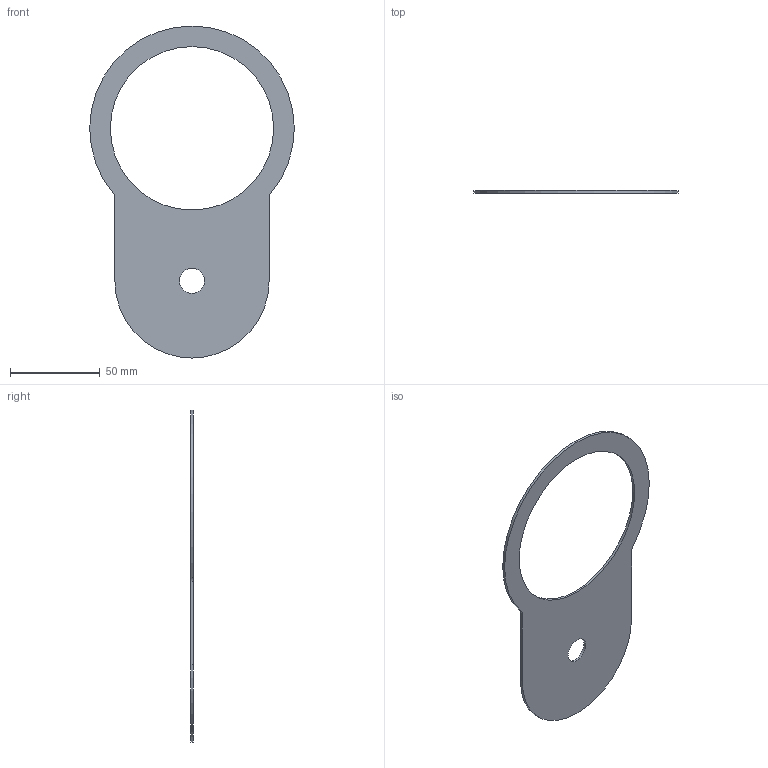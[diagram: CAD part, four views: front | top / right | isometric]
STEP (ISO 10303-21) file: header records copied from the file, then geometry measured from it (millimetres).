
FILE_DESCRIPTION(/* description */ ('EARTH TAG M90'),/* implementation_level */ '2;1');
FILE_NAME(/* name */ '1315_M90.stp',/* time_stamp */ '2024-08-29T18:59:48+05:00',/* author */ ('vinaykumark'),/* organization */ (''),/* preprocessor_version */ 'ST-DEVELOPER v18.1',/* originating_system */ 'Autodesk Inventor 2022',/* authorisation */ '');
FILE_SCHEMA (('AUTOMOTIVE_DESIGN { 1 0 10303 214 3 1 1 }'));
Length unit declared in the file: millimetre
Products named in the file (1): 1315_M90
Bounding box: 114 x 1.5 x 185 mm (x, y, z)
Volume: 14062.2 mm3; surface area: 20021.9 mm2
Topology: 1 solids, 1 shells, 117 faces, 312 edges, 208 vertices
Faces by surface type: plane 72, bspline 39, cylinder 6
Full cylindrical faces by diameter (mm): 14 x1, 91 x1
Entity records: 4339 total; most frequent: CARTESIAN_POINT 1501, ORIENTED_EDGE 624, DIRECTION 404, EDGE_CURVE 312, LINE 222, VECTOR 222, VERTEX_POINT 208, EDGE_LOOP 132
